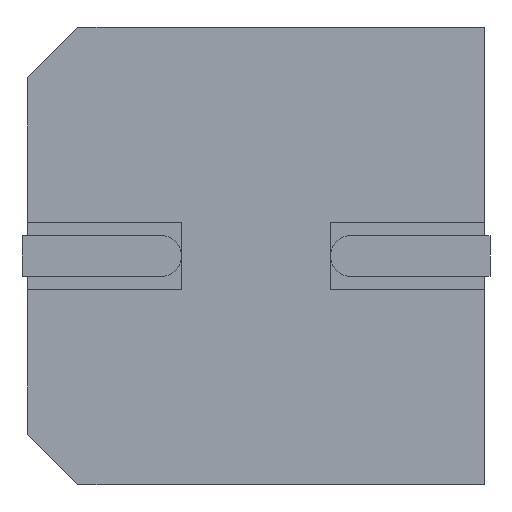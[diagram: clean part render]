
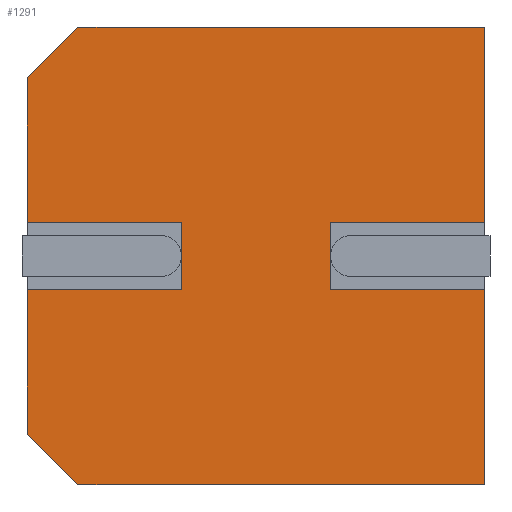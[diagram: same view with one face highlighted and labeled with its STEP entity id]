
A CAD part, front view. The second image highlights one B-rep face of the part: STEP entity #1291.
In plain terms, the highlighted planar face has unit normal (0, -1, 0).
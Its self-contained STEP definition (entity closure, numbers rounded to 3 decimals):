
#1 = LINE ( 'NONE', #1532, #721 ) ;
#14 = DIRECTION ( 'NONE',  ( 0., 0., 1. ) ) ;
#26 = EDGE_CURVE ( 'NONE', #62, #1520, #1020, .T. ) ;
#32 = CARTESIAN_POINT ( 'NONE',  ( -5.25, 0.2, 6.75 ) ) ;
#61 = ORIENTED_EDGE ( 'NONE', *, *, #1465, .F. ) ;
#62 = VERTEX_POINT ( 'NONE', #649 ) ;
#84 = LINE ( 'NONE', #828, #395 ) ;
#99 = EDGE_LOOP ( 'NONE', ( #475, #563, #1131, #1084, #273, #61, #1028, #215, #960, #1649, #842, #1296, #1245, #1519 ) ) ;
#101 = VECTOR ( 'NONE', #1306, 1000. ) ;
#125 = DIRECTION ( 'NONE',  ( 0., 0., 1. ) ) ;
#148 = VERTEX_POINT ( 'NONE', #1709 ) ;
#171 = VERTEX_POINT ( 'NONE', #1558 ) ;
#207 = VECTOR ( 'NONE', #231, 1000. ) ;
#215 = ORIENTED_EDGE ( 'NONE', *, *, #1421, .F. ) ;
#225 = VECTOR ( 'NONE', #747, 1000. ) ;
#231 = DIRECTION ( 'NONE',  ( 0., 0., -1. ) ) ;
#273 = ORIENTED_EDGE ( 'NONE', *, *, #605, .F. ) ;
#282 = FACE_OUTER_BOUND ( 'NONE', #99, .T. ) ;
#288 = LINE ( 'NONE', #417, #1330 ) ;
#299 = VECTOR ( 'NONE', #509, 1000. ) ;
#366 = CARTESIAN_POINT ( 'NONE',  ( 6.75, 0.2, -1. ) ) ;
#369 = VERTEX_POINT ( 'NONE', #546 ) ;
#387 = CARTESIAN_POINT ( 'NONE',  ( -6.75, 0.2, -1. ) ) ;
#395 = VECTOR ( 'NONE', #685, 1000. ) ;
#405 = CARTESIAN_POINT ( 'NONE',  ( -2.2, 0.2, -1. ) ) ;
#409 = CARTESIAN_POINT ( 'NONE',  ( -5.25, 0.2, 6.75 ) ) ;
#413 = LINE ( 'NONE', #366, #739 ) ;
#417 = CARTESIAN_POINT ( 'NONE',  ( -2.2, 0.2, 1. ) ) ;
#422 = CARTESIAN_POINT ( 'NONE',  ( -6.75, 0.2, 5.25 ) ) ;
#424 = CARTESIAN_POINT ( 'NONE',  ( -5.25, 0.2, 6.75 ) ) ;
#438 = CARTESIAN_POINT ( 'NONE',  ( 6.75, 0.2, -6.75 ) ) ;
#454 = LINE ( 'NONE', #912, #101 ) ;
#456 = LINE ( 'NONE', #387, #1455 ) ;
#475 = ORIENTED_EDGE ( 'NONE', *, *, #1016, .F. ) ;
#509 = DIRECTION ( 'NONE',  ( -1., 0., 0. ) ) ;
#519 = CARTESIAN_POINT ( 'NONE',  ( 0., 0.2, 0. ) ) ;
#521 = CARTESIAN_POINT ( 'NONE',  ( -6.75, 0.2, 5.25 ) ) ;
#534 = EDGE_CURVE ( 'NONE', #1706, #992, #977, .T. ) ;
#546 = CARTESIAN_POINT ( 'NONE',  ( 6.75, 0.2, 1. ) ) ;
#561 = DIRECTION ( 'NONE',  ( 0.707, 0., 0.707 ) ) ;
#563 = ORIENTED_EDGE ( 'NONE', *, *, #1208, .F. ) ;
#587 = LINE ( 'NONE', #621, #225 ) ;
#605 = EDGE_CURVE ( 'NONE', #148, #369, #900, .T. ) ;
#621 = CARTESIAN_POINT ( 'NONE',  ( -5.25, 0.2, -6.75 ) ) ;
#646 = VECTOR ( 'NONE', #1206, 1000. ) ;
#649 = CARTESIAN_POINT ( 'NONE',  ( -2.2, 0.2, 1. ) ) ;
#660 = DIRECTION ( 'NONE',  ( 0., 0., 1. ) ) ;
#663 = VERTEX_POINT ( 'NONE', #1282 ) ;
#668 = VECTOR ( 'NONE', #1643, 1000. ) ;
#669 = EDGE_CURVE ( 'NONE', #663, #1432, #587, .T. ) ;
#685 = DIRECTION ( 'NONE',  ( 0., 0., 1. ) ) ;
#721 = VECTOR ( 'NONE', #724, 1000. ) ;
#724 = DIRECTION ( 'NONE',  ( 0., 0., -1. ) ) ;
#739 = VECTOR ( 'NONE', #1733, 1000. ) ;
#747 = DIRECTION ( 'NONE',  ( -0.707, 0., 0.707 ) ) ;
#756 = VERTEX_POINT ( 'NONE', #422 ) ;
#764 = DIRECTION ( 'NONE',  ( 0., 0., -1. ) ) ;
#776 = EDGE_CURVE ( 'NONE', #756, #1697, #1378, .T. ) ;
#802 = PLANE ( 'NONE',  #1487 ) ;
#816 = VERTEX_POINT ( 'NONE', #971 ) ;
#828 = CARTESIAN_POINT ( 'NONE',  ( -6.75, 0.2, 5.25 ) ) ;
#842 = ORIENTED_EDGE ( 'NONE', *, *, #1568, .F. ) ;
#885 = VERTEX_POINT ( 'NONE', #405 ) ;
#900 = LINE ( 'NONE', #1573, #1037 ) ;
#912 = CARTESIAN_POINT ( 'NONE',  ( 6.75, 0.2, 1. ) ) ;
#931 = EDGE_CURVE ( 'NONE', #885, #62, #288, .T. ) ;
#934 = DIRECTION ( 'NONE',  ( 0., 1., 0. ) ) ;
#960 = ORIENTED_EDGE ( 'NONE', *, *, #26, .F. ) ;
#968 = LINE ( 'NONE', #521, #1280 ) ;
#971 = CARTESIAN_POINT ( 'NONE',  ( -6.75, 0.2, -1. ) ) ;
#975 = VECTOR ( 'NONE', #561, 1000. ) ;
#977 = LINE ( 'NONE', #1021, #207 ) ;
#992 = VERTEX_POINT ( 'NONE', #1382 ) ;
#1002 = VERTEX_POINT ( 'NONE', #438 ) ;
#1009 = LINE ( 'NONE', #1617, #646 ) ;
#1016 = EDGE_CURVE ( 'NONE', #171, #1002, #1, .T. ) ;
#1020 = LINE ( 'NONE', #1325, #299 ) ;
#1021 = CARTESIAN_POINT ( 'NONE',  ( 2.2, 0.2, 1. ) ) ;
#1028 = ORIENTED_EDGE ( 'NONE', *, *, #776, .F. ) ;
#1029 = LINE ( 'NONE', #424, #668 ) ;
#1037 = VECTOR ( 'NONE', #764, 1000. ) ;
#1084 = ORIENTED_EDGE ( 'NONE', *, *, #1179, .F. ) ;
#1131 = ORIENTED_EDGE ( 'NONE', *, *, #534, .F. ) ;
#1179 = EDGE_CURVE ( 'NONE', #369, #1706, #454, .T. ) ;
#1206 = DIRECTION ( 'NONE',  ( -1., 0., 0. ) ) ;
#1208 = EDGE_CURVE ( 'NONE', #992, #171, #413, .T. ) ;
#1245 = ORIENTED_EDGE ( 'NONE', *, *, #669, .F. ) ;
#1280 = VECTOR ( 'NONE', #660, 1000. ) ;
#1282 = CARTESIAN_POINT ( 'NONE',  ( -5.25, 0.2, -6.75 ) ) ;
#1291 = ADVANCED_FACE ( 'NONE', ( #282 ), #802, .F. ) ;
#1296 = ORIENTED_EDGE ( 'NONE', *, *, #1302, .F. ) ;
#1302 = EDGE_CURVE ( 'NONE', #1432, #816, #968, .T. ) ;
#1306 = DIRECTION ( 'NONE',  ( -1., 0., 0. ) ) ;
#1314 = CARTESIAN_POINT ( 'NONE',  ( -6.75, 0.2, 1. ) ) ;
#1325 = CARTESIAN_POINT ( 'NONE',  ( -6.75, 0.2, 1. ) ) ;
#1330 = VECTOR ( 'NONE', #14, 1000. ) ;
#1378 = LINE ( 'NONE', #32, #975 ) ;
#1382 = CARTESIAN_POINT ( 'NONE',  ( 2.2, 0.2, -1. ) ) ;
#1421 = EDGE_CURVE ( 'NONE', #1520, #756, #84, .T. ) ;
#1432 = VERTEX_POINT ( 'NONE', #1510 ) ;
#1455 = VECTOR ( 'NONE', #1460, 1000. ) ;
#1460 = DIRECTION ( 'NONE',  ( 1., 0., 0. ) ) ;
#1465 = EDGE_CURVE ( 'NONE', #1697, #148, #1029, .T. ) ;
#1487 = AXIS2_PLACEMENT_3D ( 'NONE', #519, #934, #125 ) ;
#1493 = CARTESIAN_POINT ( 'NONE',  ( 2.2, 0.2, 1. ) ) ;
#1510 = CARTESIAN_POINT ( 'NONE',  ( -6.75, 0.2, -5.25 ) ) ;
#1519 = ORIENTED_EDGE ( 'NONE', *, *, #1648, .F. ) ;
#1520 = VERTEX_POINT ( 'NONE', #1314 ) ;
#1532 = CARTESIAN_POINT ( 'NONE',  ( 6.75, 0.2, 6.75 ) ) ;
#1558 = CARTESIAN_POINT ( 'NONE',  ( 6.75, 0.2, -1. ) ) ;
#1568 = EDGE_CURVE ( 'NONE', #816, #885, #456, .T. ) ;
#1573 = CARTESIAN_POINT ( 'NONE',  ( 6.75, 0.2, 6.75 ) ) ;
#1617 = CARTESIAN_POINT ( 'NONE',  ( -5.25, 0.2, -6.75 ) ) ;
#1643 = DIRECTION ( 'NONE',  ( 1., 0., 0. ) ) ;
#1648 = EDGE_CURVE ( 'NONE', #1002, #663, #1009, .T. ) ;
#1649 = ORIENTED_EDGE ( 'NONE', *, *, #931, .F. ) ;
#1697 = VERTEX_POINT ( 'NONE', #409 ) ;
#1706 = VERTEX_POINT ( 'NONE', #1493 ) ;
#1709 = CARTESIAN_POINT ( 'NONE',  ( 6.75, 0.2, 6.75 ) ) ;
#1733 = DIRECTION ( 'NONE',  ( 1., 0., 0. ) ) ;
